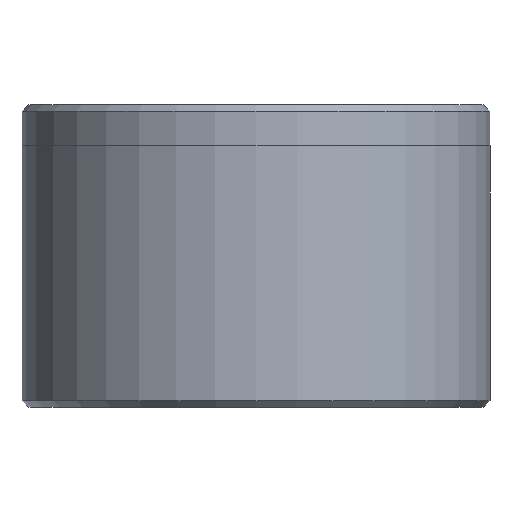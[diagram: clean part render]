
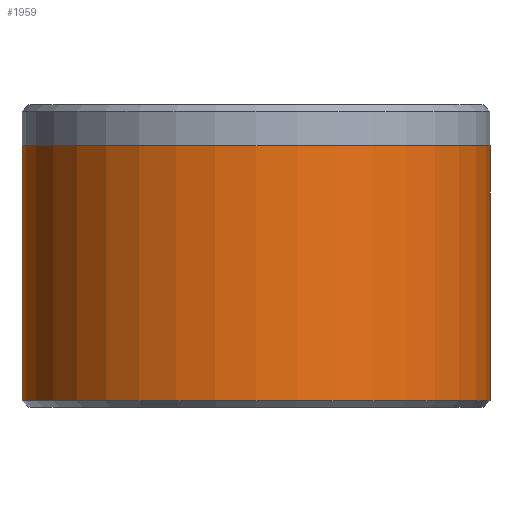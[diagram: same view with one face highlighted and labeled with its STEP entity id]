
A CAD part, front view. The second image highlights one B-rep face of the part: STEP entity #1959.
In plain terms, the highlighted cylindrical face has radius 17 mm (diameter 34 mm), a partial arc.
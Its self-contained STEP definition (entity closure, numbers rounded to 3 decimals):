
#37 = VERTEX_POINT ( 'NONE', #438 ) ;
#241 = EDGE_CURVE ( 'NONE', #37, #531, #424, .T. ) ;
#421 = EDGE_CURVE ( 'NONE', #1953, #37, #1403, .T. ) ;
#424 = LINE ( 'NONE', #1162, #1708 ) ;
#433 = CARTESIAN_POINT ( 'NONE',  ( -17., 0., 19. ) ) ;
#438 = CARTESIAN_POINT ( 'NONE',  ( 17., 0., 19. ) ) ;
#531 = VERTEX_POINT ( 'NONE', #1393 ) ;
#660 = AXIS2_PLACEMENT_3D ( 'NONE', #1749, #806, #1913 ) ;
#739 = DIRECTION ( 'NONE',  ( 1., 0., 0. ) ) ;
#806 = DIRECTION ( 'NONE',  ( 0., 0., 1. ) ) ;
#833 = CARTESIAN_POINT ( 'NONE',  ( -17., 0., 0.5 ) ) ;
#877 = EDGE_CURVE ( 'NONE', #957, #531, #1549, .T. ) ;
#878 = DIRECTION ( 'NONE',  ( 0., 0., 1. ) ) ;
#894 = CARTESIAN_POINT ( 'NONE',  ( 0., 0., 19. ) ) ;
#930 = DIRECTION ( 'NONE',  ( 0., 0., -1. ) ) ;
#957 = VERTEX_POINT ( 'NONE', #833 ) ;
#1162 = CARTESIAN_POINT ( 'NONE',  ( 17., 0., 22. ) ) ;
#1232 = EDGE_LOOP ( 'NONE', ( #1320, #1482, #1997, #1297 ) ) ;
#1246 = DIRECTION ( 'NONE',  ( 0., 0., -1. ) ) ;
#1269 = DIRECTION ( 'NONE',  ( 0., 0., -1. ) ) ;
#1297 = ORIENTED_EDGE ( 'NONE', *, *, #877, .T. ) ;
#1320 = ORIENTED_EDGE ( 'NONE', *, *, #241, .F. ) ;
#1345 = AXIS2_PLACEMENT_3D ( 'NONE', #1883, #1246, #1396 ) ;
#1393 = CARTESIAN_POINT ( 'NONE',  ( 17., 0., 0.5 ) ) ;
#1396 = DIRECTION ( 'NONE',  ( -1., 0., 0. ) ) ;
#1403 = CIRCLE ( 'NONE', #1851, 17. ) ;
#1482 = ORIENTED_EDGE ( 'NONE', *, *, #421, .F. ) ;
#1504 = FACE_OUTER_BOUND ( 'NONE', #1232, .T. ) ;
#1549 = CIRCLE ( 'NONE', #660, 17. ) ;
#1553 = CARTESIAN_POINT ( 'NONE',  ( -17., 0., 22. ) ) ;
#1593 = VECTOR ( 'NONE', #930, 1000. ) ;
#1708 = VECTOR ( 'NONE', #1269, 1000. ) ;
#1749 = CARTESIAN_POINT ( 'NONE',  ( 0., 0., 0.5 ) ) ;
#1851 = AXIS2_PLACEMENT_3D ( 'NONE', #894, #878, #739 ) ;
#1875 = CYLINDRICAL_SURFACE ( 'NONE', #1345, 17. ) ;
#1883 = CARTESIAN_POINT ( 'NONE',  ( 0., 0., 22. ) ) ;
#1897 = EDGE_CURVE ( 'NONE', #1953, #957, #2074, .T. ) ;
#1913 = DIRECTION ( 'NONE',  ( 1., 0., 0. ) ) ;
#1953 = VERTEX_POINT ( 'NONE', #433 ) ;
#1959 = ADVANCED_FACE ( 'NONE', ( #1504 ), #1875, .T. ) ;
#1997 = ORIENTED_EDGE ( 'NONE', *, *, #1897, .T. ) ;
#2074 = LINE ( 'NONE', #1553, #1593 ) ;
